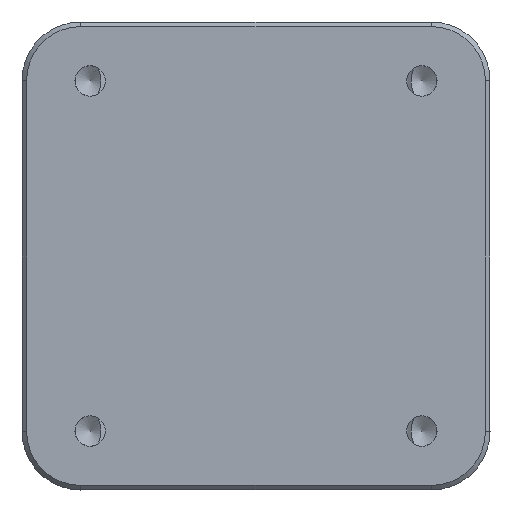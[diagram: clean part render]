
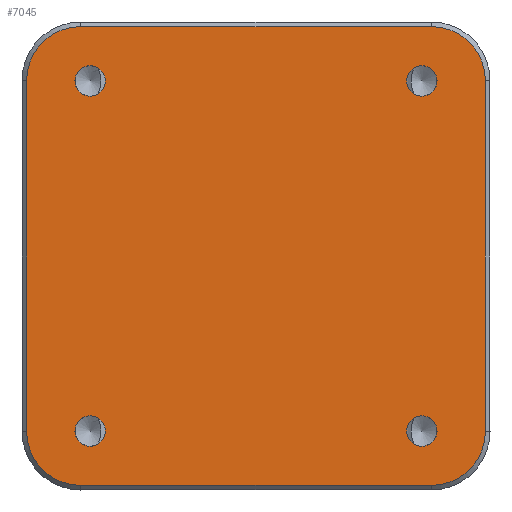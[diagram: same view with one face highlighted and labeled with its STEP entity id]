
A CAD part, front view. The second image highlights one B-rep face of the part: STEP entity #7045.
In plain terms, the highlighted planar face has unit normal (0, -1, 0).
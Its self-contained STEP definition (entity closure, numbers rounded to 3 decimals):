
#340 = DIRECTION ( 'NONE',  ( 0., 1., 0. ) ) ;
#730 = CARTESIAN_POINT ( 'NONE',  ( -19.05, -19.8, 6.35 ) ) ;
#745 = CIRCLE ( 'NONE', #8595, 1.65 ) ;
#772 = AXIS2_PLACEMENT_3D ( 'NONE', #5928, #6851, #11023 ) ;
#811 = CARTESIAN_POINT ( 'NONE',  ( -19.05, -19.8, 50.3 ) ) ;
#959 = CARTESIAN_POINT ( 'NONE',  ( -19.05, -19.8, 0.5 ) ) ;
#1036 = DIRECTION ( 'NONE',  ( 0., 1., 0. ) ) ;
#1086 = CIRCLE ( 'NONE', #5123, 5.85 ) ;
#1174 = AXIS2_PLACEMENT_3D ( 'NONE', #12042, #4786, #11264 ) ;
#1290 = ORIENTED_EDGE ( 'NONE', *, *, #7843, .F. ) ;
#1393 = CARTESIAN_POINT ( 'NONE',  ( -18., -19.8, 42.75 ) ) ;
#1550 = DIRECTION ( 'NONE',  ( 0., 0., 1. ) ) ;
#1608 = CARTESIAN_POINT ( 'NONE',  ( 24.9, -19.8, 6.35 ) ) ;
#1616 = DIRECTION ( 'NONE',  ( 0., 1., 0. ) ) ;
#1695 = EDGE_CURVE ( 'NONE', #12888, #12888, #11738, .T. ) ;
#1699 = FACE_BOUND ( 'NONE', #5922, .T. ) ;
#1723 = VERTEX_POINT ( 'NONE', #1608 ) ;
#1825 = ORIENTED_EDGE ( 'NONE', *, *, #13948, .F. ) ;
#1958 = DIRECTION ( 'NONE',  ( 0., -1., 0. ) ) ;
#2100 = VERTEX_POINT ( 'NONE', #1393 ) ;
#2171 = VECTOR ( 'NONE', #8266, 1000. ) ;
#2222 = CARTESIAN_POINT ( 'NONE',  ( 18., -19.8, 4.75 ) ) ;
#2227 = DIRECTION ( 'NONE',  ( 0., 0., 1. ) ) ;
#2364 = EDGE_LOOP ( 'NONE', ( #8742 ) ) ;
#2610 = EDGE_CURVE ( 'NONE', #3806, #12271, #5487, .T. ) ;
#2660 = ORIENTED_EDGE ( 'NONE', *, *, #11167, .F. ) ;
#2796 = VERTEX_POINT ( 'NONE', #6034 ) ;
#3024 = EDGE_CURVE ( 'NONE', #2100, #2100, #745, .T. ) ;
#3025 = ORIENTED_EDGE ( 'NONE', *, *, #3024, .F. ) ;
#3101 = CARTESIAN_POINT ( 'NONE',  ( 19.05, -19.8, 0.5 ) ) ;
#3211 = VERTEX_POINT ( 'NONE', #811 ) ;
#3586 = CARTESIAN_POINT ( 'NONE',  ( 18., -19.8, 42.75 ) ) ;
#3661 = DIRECTION ( 'NONE',  ( 0., 0., 1. ) ) ;
#3806 = VERTEX_POINT ( 'NONE', #3101 ) ;
#3983 = LINE ( 'NONE', #7417, #2171 ) ;
#4273 = CARTESIAN_POINT ( 'NONE',  ( 18., -19.8, 6.4 ) ) ;
#4283 = CARTESIAN_POINT ( 'NONE',  ( -19.05, -19.8, 44.45 ) ) ;
#4524 = CARTESIAN_POINT ( 'NONE',  ( 24.9, -19.8, 44.45 ) ) ;
#4556 = EDGE_CURVE ( 'NONE', #4643, #4643, #10232, .T. ) ;
#4621 = VECTOR ( 'NONE', #4676, 1000. ) ;
#4643 = VERTEX_POINT ( 'NONE', #3586 ) ;
#4644 = CIRCLE ( 'NONE', #12520, 1.65 ) ;
#4676 = DIRECTION ( 'NONE',  ( 0., 0., -1. ) ) ;
#4786 = DIRECTION ( 'NONE',  ( 0., -1., 0. ) ) ;
#4856 = DIRECTION ( 'NONE',  ( -1., 0., 0. ) ) ;
#5123 = AXIS2_PLACEMENT_3D ( 'NONE', #4283, #340, #3661 ) ;
#5255 = ORIENTED_EDGE ( 'NONE', *, *, #4556, .F. ) ;
#5309 = ORIENTED_EDGE ( 'NONE', *, *, #9388, .F. ) ;
#5457 = CARTESIAN_POINT ( 'NONE',  ( -18., -19.8, 4.75 ) ) ;
#5487 = LINE ( 'NONE', #12327, #13797 ) ;
#5809 = ORIENTED_EDGE ( 'NONE', *, *, #7001, .F. ) ;
#5922 = EDGE_LOOP ( 'NONE', ( #12420 ) ) ;
#5928 = CARTESIAN_POINT ( 'NONE',  ( 18., -19.8, 44.4 ) ) ;
#6019 = EDGE_LOOP ( 'NONE', ( #12285, #1825, #5809, #8354, #7622, #2660, #5309, #1290 ) ) ;
#6034 = CARTESIAN_POINT ( 'NONE',  ( -24.9, -19.8, 44.45 ) ) ;
#6179 = AXIS2_PLACEMENT_3D ( 'NONE', #730, #11563, #13703 ) ;
#6181 = CIRCLE ( 'NONE', #10041, 5.85 ) ;
#6231 = EDGE_CURVE ( 'NONE', #3211, #11780, #3983, .T. ) ;
#6305 = EDGE_CURVE ( 'NONE', #11780, #8093, #6181, .T. ) ;
#6579 = DIRECTION ( 'NONE',  ( 0., 0., -1. ) ) ;
#6625 = LINE ( 'NONE', #10935, #4621 ) ;
#6851 = DIRECTION ( 'NONE',  ( 0., -1., 0. ) ) ;
#6876 = CIRCLE ( 'NONE', #6179, 5.85 ) ;
#6927 = CARTESIAN_POINT ( 'NONE',  ( 19.05, -19.8, 50.3 ) ) ;
#6962 = CARTESIAN_POINT ( 'NONE',  ( -24.9, -19.8, 6.35 ) ) ;
#7001 = EDGE_CURVE ( 'NONE', #8093, #1723, #6625, .T. ) ;
#7045 = ADVANCED_FACE ( 'NONE', ( #9020, #13413, #11287, #1699, #10297 ), #7436, .F. ) ;
#7417 = CARTESIAN_POINT ( 'NONE',  ( -25.4, -19.8, 50.3 ) ) ;
#7436 = PLANE ( 'NONE',  #9553 ) ;
#7622 = ORIENTED_EDGE ( 'NONE', *, *, #6231, .F. ) ;
#7633 = DIRECTION ( 'NONE',  ( 0., 1., 0. ) ) ;
#7749 = LINE ( 'NONE', #8869, #8458 ) ;
#7843 = EDGE_CURVE ( 'NONE', #12271, #8453, #6876, .T. ) ;
#8093 = VERTEX_POINT ( 'NONE', #4524 ) ;
#8266 = DIRECTION ( 'NONE',  ( 1., 0., 0. ) ) ;
#8283 = CARTESIAN_POINT ( 'NONE',  ( 19.05, -19.8, 6.35 ) ) ;
#8354 = ORIENTED_EDGE ( 'NONE', *, *, #6305, .F. ) ;
#8453 = VERTEX_POINT ( 'NONE', #6962 ) ;
#8458 = VECTOR ( 'NONE', #1550, 1000. ) ;
#8485 = DIRECTION ( 'NONE',  ( 0., 0., 1. ) ) ;
#8525 = EDGE_CURVE ( 'NONE', #11931, #11931, #4644, .T. ) ;
#8549 = CARTESIAN_POINT ( 'NONE',  ( -18., -19.8, 44.4 ) ) ;
#8595 = AXIS2_PLACEMENT_3D ( 'NONE', #8549, #12881, #6579 ) ;
#8742 = ORIENTED_EDGE ( 'NONE', *, *, #8525, .F. ) ;
#8869 = CARTESIAN_POINT ( 'NONE',  ( -24.9, -19.8, 50.8 ) ) ;
#9020 = FACE_BOUND ( 'NONE', #13884, .T. ) ;
#9388 = EDGE_CURVE ( 'NONE', #8453, #2796, #7749, .T. ) ;
#9553 = AXIS2_PLACEMENT_3D ( 'NONE', #10615, #1036, #8485 ) ;
#9774 = AXIS2_PLACEMENT_3D ( 'NONE', #8283, #1616, #12541 ) ;
#10041 = AXIS2_PLACEMENT_3D ( 'NONE', #12156, #7633, #2227 ) ;
#10232 = CIRCLE ( 'NONE', #772, 1.65 ) ;
#10297 = FACE_OUTER_BOUND ( 'NONE', #6019, .T. ) ;
#10615 = CARTESIAN_POINT ( 'NONE',  ( -25.4, -19.8, 50.8 ) ) ;
#10935 = CARTESIAN_POINT ( 'NONE',  ( 24.9, -19.8, 50.8 ) ) ;
#11023 = DIRECTION ( 'NONE',  ( 0., 0., -1. ) ) ;
#11167 = EDGE_CURVE ( 'NONE', #2796, #3211, #1086, .T. ) ;
#11264 = DIRECTION ( 'NONE',  ( 0., 0., -1. ) ) ;
#11287 = FACE_BOUND ( 'NONE', #2364, .T. ) ;
#11348 = CIRCLE ( 'NONE', #9774, 5.85 ) ;
#11563 = DIRECTION ( 'NONE',  ( 0., 1., 0. ) ) ;
#11738 = CIRCLE ( 'NONE', #1174, 1.65 ) ;
#11780 = VERTEX_POINT ( 'NONE', #6927 ) ;
#11931 = VERTEX_POINT ( 'NONE', #2222 ) ;
#12042 = CARTESIAN_POINT ( 'NONE',  ( -18., -19.8, 6.4 ) ) ;
#12156 = CARTESIAN_POINT ( 'NONE',  ( 19.05, -19.8, 44.45 ) ) ;
#12271 = VERTEX_POINT ( 'NONE', #959 ) ;
#12285 = ORIENTED_EDGE ( 'NONE', *, *, #2610, .F. ) ;
#12327 = CARTESIAN_POINT ( 'NONE',  ( -25.4, -19.8, 0.5 ) ) ;
#12420 = ORIENTED_EDGE ( 'NONE', *, *, #1695, .F. ) ;
#12520 = AXIS2_PLACEMENT_3D ( 'NONE', #4273, #1958, #12889 ) ;
#12541 = DIRECTION ( 'NONE',  ( 0., 0., 1. ) ) ;
#12881 = DIRECTION ( 'NONE',  ( 0., -1., 0. ) ) ;
#12888 = VERTEX_POINT ( 'NONE', #5457 ) ;
#12889 = DIRECTION ( 'NONE',  ( 0., 0., -1. ) ) ;
#13413 = FACE_BOUND ( 'NONE', #13641, .T. ) ;
#13641 = EDGE_LOOP ( 'NONE', ( #5255 ) ) ;
#13703 = DIRECTION ( 'NONE',  ( 0., 0., 1. ) ) ;
#13797 = VECTOR ( 'NONE', #4856, 1000. ) ;
#13884 = EDGE_LOOP ( 'NONE', ( #3025 ) ) ;
#13948 = EDGE_CURVE ( 'NONE', #1723, #3806, #11348, .T. ) ;
